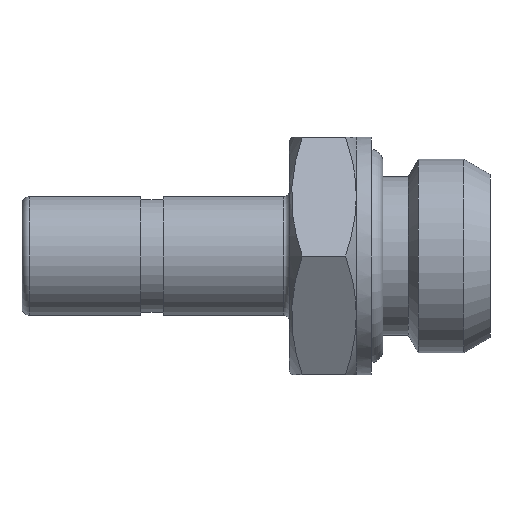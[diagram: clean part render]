
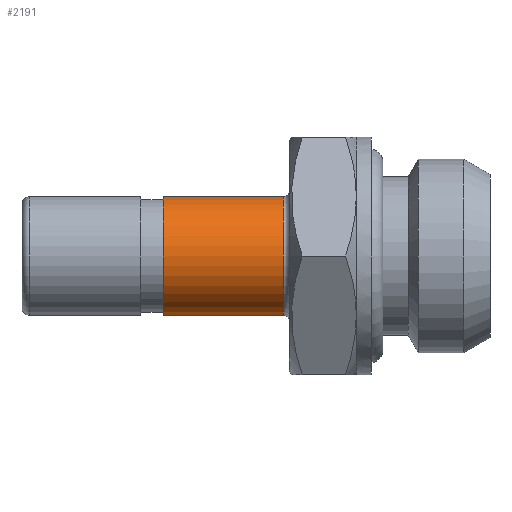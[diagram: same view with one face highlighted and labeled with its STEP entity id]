
A CAD part, left-side view. The second image highlights one B-rep face of the part: STEP entity #2191.
In plain terms, the highlighted cylindrical face has radius 4 mm (diameter 8 mm), a partial arc.
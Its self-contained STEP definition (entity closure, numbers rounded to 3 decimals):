
#252 = DIRECTION ( 'NONE',  ( 0., 0., -1. ) ) ;
#327 = DIRECTION ( 'NONE',  ( 0., -1., 0. ) ) ;
#372 = ORIENTED_EDGE ( 'NONE', *, *, #2757, .T. ) ;
#488 = LINE ( 'NONE', #626, #2127 ) ;
#511 = FACE_OUTER_BOUND ( 'NONE', #1376, .T. ) ;
#517 = CARTESIAN_POINT ( 'NONE',  ( 0., 13.9, 4. ) ) ;
#591 = CARTESIAN_POINT ( 'NONE',  ( 0., 0., 0. ) ) ;
#626 = CARTESIAN_POINT ( 'NONE',  ( 0., 0., 4. ) ) ;
#821 = ORIENTED_EDGE ( 'NONE', *, *, #1981, .T. ) ;
#918 = ORIENTED_EDGE ( 'NONE', *, *, #1678, .F. ) ;
#934 = CARTESIAN_POINT ( 'NONE',  ( 0., 22., 0. ) ) ;
#959 = DIRECTION ( 'NONE',  ( 0., 1., 0. ) ) ;
#964 = CARTESIAN_POINT ( 'NONE',  ( 0., 0., -4. ) ) ;
#1070 = CARTESIAN_POINT ( 'NONE',  ( 0., 13.9, -4. ) ) ;
#1143 = VERTEX_POINT ( 'NONE', #2071 ) ;
#1179 = CARTESIAN_POINT ( 'NONE',  ( 0., 13.9, 0. ) ) ;
#1217 = VERTEX_POINT ( 'NONE', #1070 ) ;
#1267 = LINE ( 'NONE', #964, #2331 ) ;
#1376 = EDGE_LOOP ( 'NONE', ( #918, #372, #1906, #821 ) ) ;
#1468 = EDGE_CURVE ( 'NONE', #2511, #1217, #1267, .T. ) ;
#1549 = DIRECTION ( 'NONE',  ( 0., 0., 1. ) ) ;
#1624 = CIRCLE ( 'NONE', #2774, 4. ) ;
#1678 = EDGE_CURVE ( 'NONE', #1143, #2252, #488, .T. ) ;
#1807 = DIRECTION ( 'NONE',  ( 0., -1., 0. ) ) ;
#1820 = DIRECTION ( 'NONE',  ( 0., -1., 0. ) ) ;
#1906 = ORIENTED_EDGE ( 'NONE', *, *, #1468, .T. ) ;
#1951 = CIRCLE ( 'NONE', #2034, 4. ) ;
#1981 = EDGE_CURVE ( 'NONE', #1217, #2252, #1624, .T. ) ;
#2034 = AXIS2_PLACEMENT_3D ( 'NONE', #934, #1820, #252 ) ;
#2039 = AXIS2_PLACEMENT_3D ( 'NONE', #591, #1807, #2103 ) ;
#2071 = CARTESIAN_POINT ( 'NONE',  ( 0., 22., 4. ) ) ;
#2103 = DIRECTION ( 'NONE',  ( 0., 0., -1. ) ) ;
#2127 = VECTOR ( 'NONE', #2452, 1000. ) ;
#2191 = ADVANCED_FACE ( 'NONE', ( #511 ), #2520, .T. ) ;
#2252 = VERTEX_POINT ( 'NONE', #517 ) ;
#2331 = VECTOR ( 'NONE', #327, 1000. ) ;
#2452 = DIRECTION ( 'NONE',  ( 0., -1., 0. ) ) ;
#2511 = VERTEX_POINT ( 'NONE', #2622 ) ;
#2520 = CYLINDRICAL_SURFACE ( 'NONE', #2039, 4. ) ;
#2622 = CARTESIAN_POINT ( 'NONE',  ( 0., 22., -4. ) ) ;
#2757 = EDGE_CURVE ( 'NONE', #1143, #2511, #1951, .T. ) ;
#2774 = AXIS2_PLACEMENT_3D ( 'NONE', #1179, #959, #1549 ) ;
